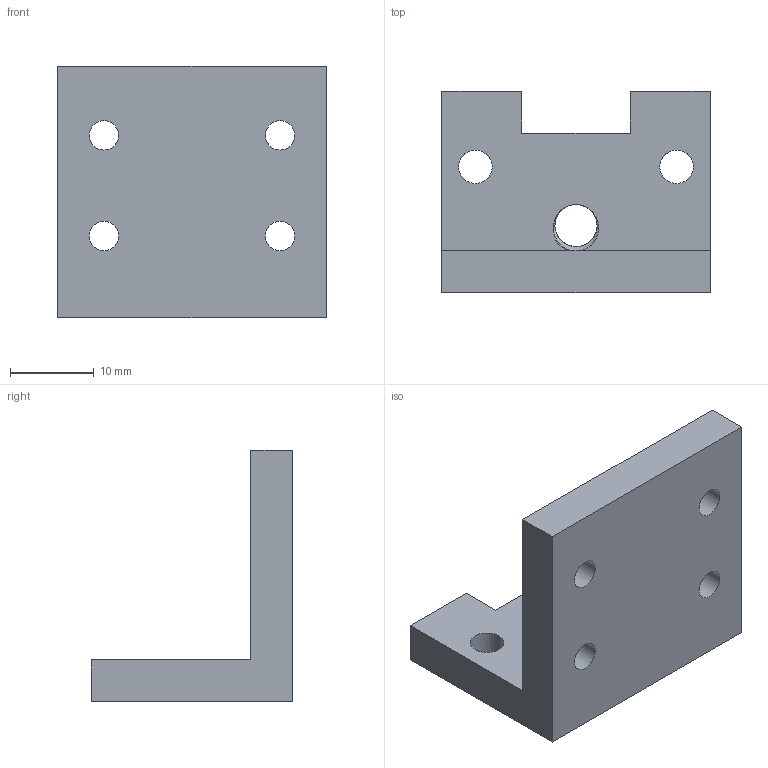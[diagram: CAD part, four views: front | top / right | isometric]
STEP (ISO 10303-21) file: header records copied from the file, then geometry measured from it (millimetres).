
FILE_DESCRIPTION(/* description */ (''),/* implementation_level */ '2;1');
FILE_NAME(/* name */ '90 degree angled aluminum.step',/* time_stamp */ '2022-05-18T19:26:20-04:00',/* author */ (''),/* organization */ (''),/* preprocessor_version */ 'ST-DEVELOPER v18.1',/* originating_system */ 'Autodesk Translation Framework v10.14.0.1471',/* authorisation */ '');
FILE_SCHEMA (('AUTOMOTIVE_DESIGN { 1 0 10303 214 3 1 1 }'));
Length unit declared in the file: millimetre
Products named in the file (1): 90 degree angled aluminum
Bounding box: 32 x 24 x 30 mm (x, y, z)
Volume: 7078.1 mm3; surface area: 4179.7 mm2
Topology: 1 solids, 1 shells, 33 faces, 94 edges, 62 vertices
Faces by surface type: cylinder 18, plane 13, bspline 2
Full cylindrical faces by diameter (mm): 3.5 x4, 4 x2, 5.035 x3, 6.147 x1
Entity records: 2043 total; most frequent: CARTESIAN_POINT 1164, ORIENTED_EDGE 188, DIRECTION 148, EDGE_CURVE 94, VERTEX_POINT 62, AXIS2_PLACEMENT_3D 50, LINE 48, VECTOR 48
